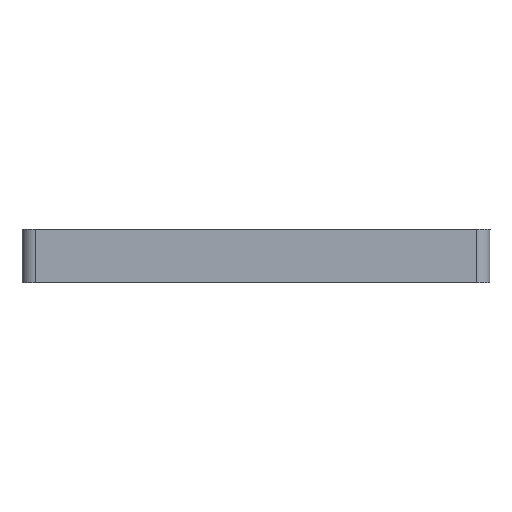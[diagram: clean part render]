
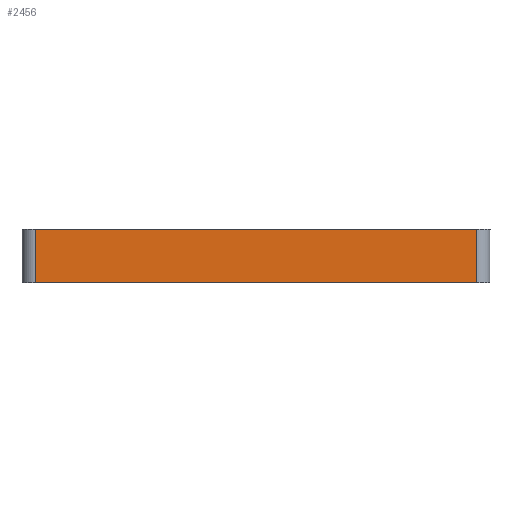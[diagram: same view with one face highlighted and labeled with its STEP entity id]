
A CAD part, left-side view. The second image highlights one B-rep face of the part: STEP entity #2456.
In plain terms, the highlighted planar face has unit normal (-1, 0, 0).
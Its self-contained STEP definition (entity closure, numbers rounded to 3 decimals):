
#146=PLANE('',#2744);
#283=FACE_OUTER_BOUND('',#469,.T.);
#469=EDGE_LOOP('',(#2184,#2185,#2186,#2187));
#643=LINE('',#4171,#828);
#674=LINE('',#4280,#859);
#675=LINE('',#4283,#860);
#676=LINE('',#4284,#861);
#828=VECTOR('',#3363,10.);
#859=VECTOR('',#3488,10.);
#860=VECTOR('',#3491,10.);
#861=VECTOR('',#3492,10.);
#1204=VERTEX_POINT('',#4168);
#1205=VERTEX_POINT('',#4170);
#1236=VERTEX_POINT('',#4278);
#1237=VERTEX_POINT('',#4282);
#1510=EDGE_CURVE('',#1205,#1204,#643,.T.);
#1565=EDGE_CURVE('',#1236,#1204,#674,.T.);
#1566=EDGE_CURVE('',#1236,#1237,#675,.T.);
#1567=EDGE_CURVE('',#1205,#1237,#676,.T.);
#2184=ORIENTED_EDGE('',*,*,#1565,.F.);
#2185=ORIENTED_EDGE('',*,*,#1566,.T.);
#2186=ORIENTED_EDGE('',*,*,#1567,.F.);
#2187=ORIENTED_EDGE('',*,*,#1510,.T.);
#2456=ADVANCED_FACE('',(#283),#146,.T.);
#2744=AXIS2_PLACEMENT_3D('',#4281,#3489,#3490);
#3363=DIRECTION('',(0.,-1.,0.));
#3488=DIRECTION('',(0.,0.,-1.));
#3489=DIRECTION('center_axis',(-1.,0.,0.));
#3490=DIRECTION('ref_axis',(0.,0.,1.));
#3491=DIRECTION('',(0.,1.,0.));
#3492=DIRECTION('',(0.,0.,1.));
#4168=CARTESIAN_POINT('',(-195.,-165.,0.5));
#4170=CARTESIAN_POINT('',(-195.,165.,0.5));
#4171=CARTESIAN_POINT('',(-195.,-175.,0.5));
#4278=CARTESIAN_POINT('',(-195.,-165.,40.5));
#4280=CARTESIAN_POINT('',(-195.,-165.,33.5));
#4281=CARTESIAN_POINT('Origin',(-195.,-175.,33.5));
#4282=CARTESIAN_POINT('',(-195.,165.,40.5));
#4283=CARTESIAN_POINT('',(-195.,175.,40.5));
#4284=CARTESIAN_POINT('',(-195.,165.,33.5));
